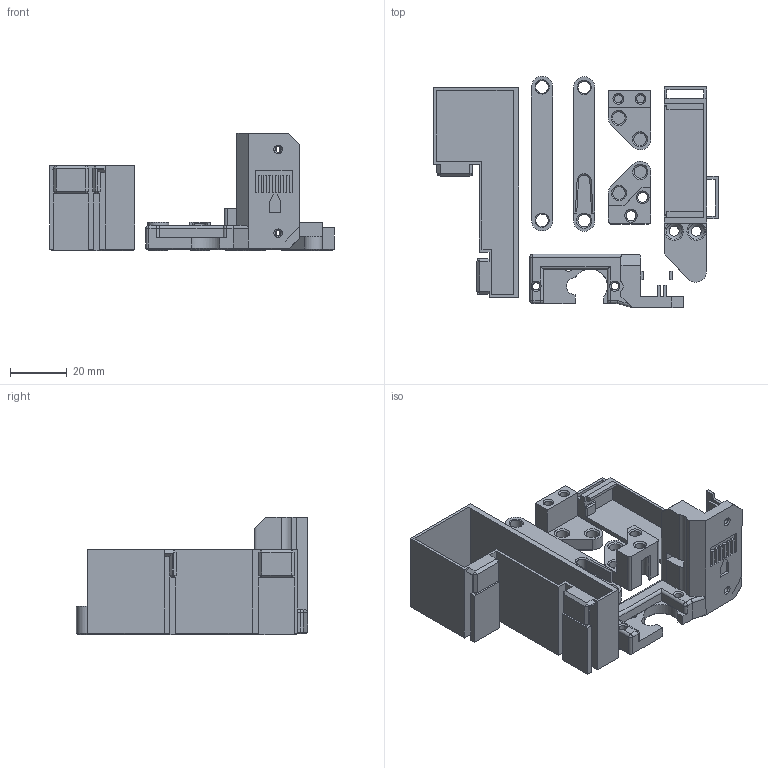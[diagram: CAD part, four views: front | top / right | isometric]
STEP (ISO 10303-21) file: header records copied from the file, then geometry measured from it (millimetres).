
FILE_DESCRIPTION(/* description */ (''),/* implementation_level */ '2;1');
FILE_NAME(/* name */ 'NozzleWiper.step',/* time_stamp */ '2022-07-24T22:24:48+01:00',/* author */ (''),/* organization */ (''),/* preprocessor_version */ 'ST-DEVELOPER v19',/* originating_system */ 'Autodesk Translation Framework v11.7.0.108',/* authorisation */ '');
FILE_SCHEMA (('AUTOMOTIVE_DESIGN { 1 0 10303 214 3 1 1 }'));
Length unit declared in the file: millimetre
Products named in the file (17): NozzleWiper; Arm1; Arm2; RailMount; RailMountSide (1); RailMountTop (1); ProbeCarrier; ProbeCarrierBottom (1); ProbeCarrierTop (1); 6x3 Magnet (1); 91290A111_NO THREADS_Alloy Steel Socket Head Screw (2); 16mm 4x2 PTFE Tube (2); BrushCarrier; MotorMount; NozzleWiper_AllinOne (1) (1) (1); NozzleWiper_AllinOne (1) (1); PurgeBucket
Assembly tree (18 placements, depth 3):
  NozzleWiper
    Arm1
    Arm2
    RailMount
      RailMountSide (1)
      RailMountTop (1)
    ProbeCarrier
      ProbeCarrierBottom (1)
      ProbeCarrierTop (1)
      91290A111_NO THREADS_Alloy Steel Socket Head Screw (2)  x2
      6x3 Magnet (1)
      16mm 4x2 PTFE Tube (2)  x2
    BrushCarrier
    MotorMount
      NozzleWiper_AllinOne (1) (1) (1)
      NozzleWiper_AllinOne (1) (1)
    PurgeBucket
Bounding box: 100.35 x 81.55 x 41.34 mm (x, y, z)
Volume: 33528.9 mm3; surface area: 35116 mm2
Topology: 8 solids, 8 shells, 564 faces, 1433 edges, 888 vertices
Faces by surface type: plane 431, cylinder 72, cone 52, bspline 5, sphere 4
Full cylindrical faces by diameter (mm): 2 x2, 2.6 x2, 2.8 x2, 2.84 x2, 3.5 x4, 4.4 x10, 4.5 x1, 5.6 x2
Entity records: 17331 total; most frequent: CARTESIAN_POINT 3164, ORIENTED_EDGE 2866, DIRECTION 2827, EDGE_CURVE 1433, LINE 1161, VECTOR 1161, VERTEX_POINT 888, AXIS2_PLACEMENT_3D 833
